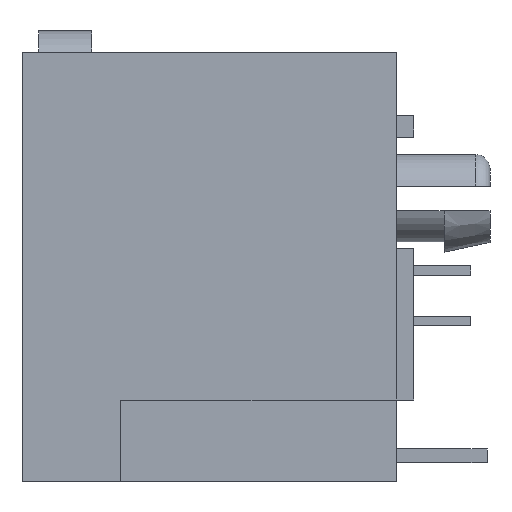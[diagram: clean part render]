
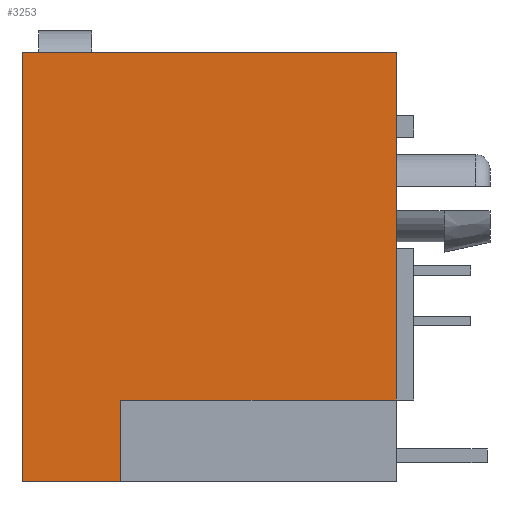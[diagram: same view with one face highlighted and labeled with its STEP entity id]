
A CAD part, left-side view. The second image highlights one B-rep face of the part: STEP entity #3253.
In plain terms, the highlighted planar face has unit normal (-1, 0, 0).
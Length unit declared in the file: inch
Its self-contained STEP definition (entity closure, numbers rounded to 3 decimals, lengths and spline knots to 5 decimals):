
#58 = AXIS2_PLACEMENT_3D ( 'NONE', #4683, #3844, #3218 ) ;
#134 = EDGE_LOOP ( 'NONE', ( #3284, #3730, #5225, #2879, #7604, #6262 ) ) ;
#157 = EDGE_CURVE ( 'NONE', #340, #4479, #6308, .T. ) ;
#340 = VERTEX_POINT ( 'NONE', #669 ) ;
#669 = CARTESIAN_POINT ( 'NONE',  ( -0.3145, 0.26, -0.298 ) ) ;
#1355 = EDGE_CURVE ( 'NONE', #4625, #340, #5556, .T. ) ;
#1434 = VERTEX_POINT ( 'NONE', #5976 ) ;
#1577 = CARTESIAN_POINT ( 'NONE',  ( -0.3145, 0.123, -0.298 ) ) ;
#1663 = VECTOR ( 'NONE', #2540, 39.37008 ) ;
#2458 = CARTESIAN_POINT ( 'NONE',  ( -0.3145, 0.26, 0.298 ) ) ;
#2508 = CARTESIAN_POINT ( 'NONE',  ( -0.3145, -0.26, 0.298 ) ) ;
#2517 = VECTOR ( 'NONE', #6764, 39.37008 ) ;
#2540 = DIRECTION ( 'NONE',  ( 0., 0., -1. ) ) ;
#2632 = DIRECTION ( 'NONE',  ( 0., 0., -1. ) ) ;
#2828 = VERTEX_POINT ( 'NONE', #3876 ) ;
#2879 = ORIENTED_EDGE ( 'NONE', *, *, #6724, .F. ) ;
#3065 = LINE ( 'NONE', #3654, #6961 ) ;
#3218 = DIRECTION ( 'NONE',  ( 0., 0., -1. ) ) ;
#3253 = ADVANCED_FACE ( 'NONE', ( #4026 ), #4098, .F. ) ;
#3284 = ORIENTED_EDGE ( 'NONE', *, *, #5616, .T. ) ;
#3400 = DIRECTION ( 'NONE',  ( 0., 0., 1. ) ) ;
#3654 = CARTESIAN_POINT ( 'NONE',  ( -0.3145, -0.26, -0.185 ) ) ;
#3730 = ORIENTED_EDGE ( 'NONE', *, *, #5246, .T. ) ;
#3844 = DIRECTION ( 'NONE',  ( 1., 0., 0. ) ) ;
#3876 = CARTESIAN_POINT ( 'NONE',  ( -0.3145, -0.26, 0.298 ) ) ;
#3963 = CARTESIAN_POINT ( 'NONE',  ( -0.3145, 0.123, -0.298 ) ) ;
#3994 = LINE ( 'NONE', #1577, #5694 ) ;
#4026 = FACE_OUTER_BOUND ( 'NONE', #134, .T. ) ;
#4065 = CARTESIAN_POINT ( 'NONE',  ( -0.3145, -0.26, -0.298 ) ) ;
#4098 = PLANE ( 'NONE',  #58 ) ;
#4154 = CARTESIAN_POINT ( 'NONE',  ( -0.3145, 0.26, 0.298 ) ) ;
#4479 = VERTEX_POINT ( 'NONE', #3963 ) ;
#4500 = VECTOR ( 'NONE', #4702, 39.37008 ) ;
#4625 = VERTEX_POINT ( 'NONE', #4154 ) ;
#4683 = CARTESIAN_POINT ( 'NONE',  ( -0.3145, -0.26, 0.298 ) ) ;
#4702 = DIRECTION ( 'NONE',  ( 0., -1., 0. ) ) ;
#4790 = CARTESIAN_POINT ( 'NONE',  ( -0.3145, 0.123, -0.185 ) ) ;
#5094 = VERTEX_POINT ( 'NONE', #4790 ) ;
#5225 = ORIENTED_EDGE ( 'NONE', *, *, #6566, .F. ) ;
#5246 = EDGE_CURVE ( 'NONE', #5094, #1434, #3065, .T. ) ;
#5556 = LINE ( 'NONE', #2458, #1663 ) ;
#5616 = EDGE_CURVE ( 'NONE', #4479, #5094, #3994, .T. ) ;
#5662 = VECTOR ( 'NONE', #2632, 39.37008 ) ;
#5694 = VECTOR ( 'NONE', #3400, 39.37008 ) ;
#5976 = CARTESIAN_POINT ( 'NONE',  ( -0.3145, -0.26, -0.185 ) ) ;
#6114 = DIRECTION ( 'NONE',  ( 0., -1., 0. ) ) ;
#6124 = CARTESIAN_POINT ( 'NONE',  ( -0.3145, -0.26, 0.298 ) ) ;
#6262 = ORIENTED_EDGE ( 'NONE', *, *, #157, .T. ) ;
#6308 = LINE ( 'NONE', #4065, #4500 ) ;
#6566 = EDGE_CURVE ( 'NONE', #2828, #1434, #7611, .T. ) ;
#6724 = EDGE_CURVE ( 'NONE', #4625, #2828, #7513, .T. ) ;
#6764 = DIRECTION ( 'NONE',  ( 0., -1., 0. ) ) ;
#6961 = VECTOR ( 'NONE', #6114, 39.37008 ) ;
#7513 = LINE ( 'NONE', #2508, #2517 ) ;
#7604 = ORIENTED_EDGE ( 'NONE', *, *, #1355, .T. ) ;
#7611 = LINE ( 'NONE', #6124, #5662 ) ;
